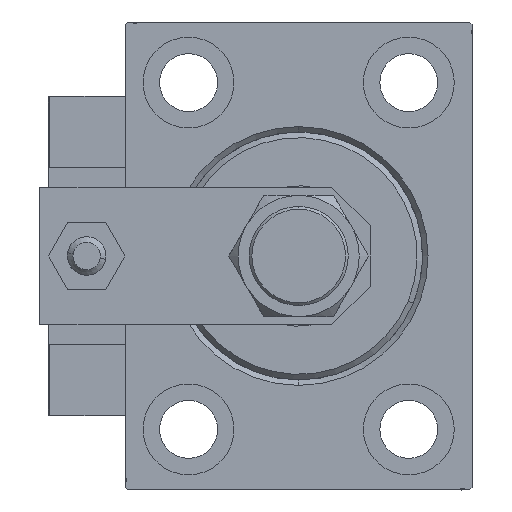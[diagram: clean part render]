
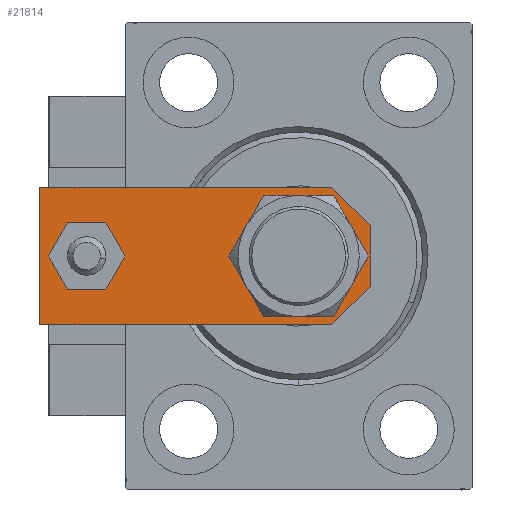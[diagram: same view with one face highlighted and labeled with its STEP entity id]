
A CAD part, left-side view. The second image highlights one B-rep face of the part: STEP entity #21814.
In plain terms, the highlighted face is planar.
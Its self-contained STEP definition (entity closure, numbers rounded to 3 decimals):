
#367 = LINE ( 'NONE', #13108, #38341 ) ;
#694 = CIRCLE ( 'NONE', #16559, 4. ) ;
#1093 = CARTESIAN_POINT ( 'NONE',  ( -12.5, 7., 6. ) ) ;
#1446 = VERTEX_POINT ( 'NONE', #3010 ) ;
#2273 = AXIS2_PLACEMENT_3D ( 'NONE', #26202, #33561, #33809 ) ;
#2368 = LINE ( 'NONE', #30379, #49153 ) ;
#3010 = CARTESIAN_POINT ( 'NONE',  ( -8.25, 13., 6. ) ) ;
#3665 = FACE_BOUND ( 'NONE', #24484, .T. ) ;
#4226 = DIRECTION ( 'NONE',  ( 1., 0., 0. ) ) ;
#4651 = ORIENTED_EDGE ( 'NONE', *, *, #8589, .F. ) ;
#5202 = DIRECTION ( 'NONE',  ( 0., -1., 0. ) ) ;
#5343 = EDGE_CURVE ( 'NONE', #24583, #49695, #5482, .T. ) ;
#5452 = LINE ( 'NONE', #25859, #14884 ) ;
#5482 = CIRCLE ( 'NONE', #15482, 4. ) ;
#6035 = DIRECTION ( 'NONE',  ( 0.707, 0.707, 0. ) ) ;
#6829 = FACE_OUTER_BOUND ( 'NONE', #51338, .T. ) ;
#7023 = ORIENTED_EDGE ( 'NONE', *, *, #21116, .F. ) ;
#7829 = DIRECTION ( 'NONE',  ( 0., 0., 1. ) ) ;
#8589 = EDGE_CURVE ( 'NONE', #32818, #1446, #12274, .T. ) ;
#10397 = LINE ( 'NONE', #41818, #41725 ) ;
#10399 = CARTESIAN_POINT ( 'NONE',  ( 5.5, 0., 6. ) ) ;
#11781 = ORIENTED_EDGE ( 'NONE', *, *, #14208, .T. ) ;
#12274 = CIRCLE ( 'NONE', #2273, 8.25 ) ;
#12541 = CARTESIAN_POINT ( 'NONE',  ( 0., 13., 6. ) ) ;
#13108 = CARTESIAN_POINT ( 'NONE',  ( 12.5, 60., 6. ) ) ;
#14097 = EDGE_CURVE ( 'NONE', #32555, #32290, #10397, .T. ) ;
#14208 = EDGE_CURVE ( 'NONE', #37079, #22807, #21911, .T. ) ;
#14427 = DIRECTION ( 'NONE',  ( 1., 0., 0. ) ) ;
#14834 = ORIENTED_EDGE ( 'NONE', *, *, #15385, .T. ) ;
#14884 = VECTOR ( 'NONE', #5202, 1000. ) ;
#14902 = EDGE_CURVE ( 'NONE', #49695, #24583, #694, .T. ) ;
#15122 = ORIENTED_EDGE ( 'NONE', *, *, #19982, .T. ) ;
#15385 = EDGE_CURVE ( 'NONE', #43528, #37079, #5452, .T. ) ;
#15482 = AXIS2_PLACEMENT_3D ( 'NONE', #48483, #19954, #39863 ) ;
#15541 = ORIENTED_EDGE ( 'NONE', *, *, #38534, .T. ) ;
#15713 = ORIENTED_EDGE ( 'NONE', *, *, #14902, .F. ) ;
#16335 = CARTESIAN_POINT ( 'NONE',  ( 12.5, 60., 6. ) ) ;
#16506 = DIRECTION ( 'NONE',  ( 0., 0., 1. ) ) ;
#16559 = AXIS2_PLACEMENT_3D ( 'NONE', #46982, #16506, #4226 ) ;
#17227 = CARTESIAN_POINT ( 'NONE',  ( 4., 51.5, 6. ) ) ;
#17437 = ORIENTED_EDGE ( 'NONE', *, *, #5343, .F. ) ;
#17650 = AXIS2_PLACEMENT_3D ( 'NONE', #46866, #38770, #14427 ) ;
#17761 = ORIENTED_EDGE ( 'NONE', *, *, #14097, .T. ) ;
#19954 = DIRECTION ( 'NONE',  ( 0., 0., 1. ) ) ;
#19982 = EDGE_CURVE ( 'NONE', #22807, #23704, #24178, .T. ) ;
#20987 = CARTESIAN_POINT ( 'NONE',  ( -4., 51.5, 6. ) ) ;
#21116 = EDGE_CURVE ( 'NONE', #1446, #32818, #28488, .T. ) ;
#21814 = ADVANCED_FACE ( 'NONE', ( #26724, #6829, #3665 ), #50779, .T. ) ;
#21911 = LINE ( 'NONE', #45997, #27523 ) ;
#22807 = VERTEX_POINT ( 'NONE', #29045 ) ;
#23704 = VERTEX_POINT ( 'NONE', #10399 ) ;
#24178 = LINE ( 'NONE', #28123, #32645 ) ;
#24484 = EDGE_LOOP ( 'NONE', ( #7023, #4651 ) ) ;
#24583 = VERTEX_POINT ( 'NONE', #17227 ) ;
#25859 = CARTESIAN_POINT ( 'NONE',  ( -12.5, 60., 6. ) ) ;
#26202 = CARTESIAN_POINT ( 'NONE',  ( 0., 13., 6. ) ) ;
#26362 = DIRECTION ( 'NONE',  ( 0.707, -0.707, 0. ) ) ;
#26724 = FACE_BOUND ( 'NONE', #41998, .T. ) ;
#27523 = VECTOR ( 'NONE', #26362, 1000. ) ;
#28123 = CARTESIAN_POINT ( 'NONE',  ( -12.5, 0., 6. ) ) ;
#28488 = CIRCLE ( 'NONE', #42706, 8.25 ) ;
#29045 = CARTESIAN_POINT ( 'NONE',  ( -5.5, 0., 6. ) ) ;
#30379 = CARTESIAN_POINT ( 'NONE',  ( 2.75, -2.75, 6. ) ) ;
#32245 = CARTESIAN_POINT ( 'NONE',  ( 12.5, 7., 6. ) ) ;
#32290 = VERTEX_POINT ( 'NONE', #16335 ) ;
#32555 = VERTEX_POINT ( 'NONE', #32245 ) ;
#32563 = DIRECTION ( 'NONE',  ( 1., 0., 0. ) ) ;
#32645 = VECTOR ( 'NONE', #32563, 1000. ) ;
#32818 = VERTEX_POINT ( 'NONE', #34581 ) ;
#33561 = DIRECTION ( 'NONE',  ( 0., 0., 1. ) ) ;
#33809 = DIRECTION ( 'NONE',  ( 1., 0., 0. ) ) ;
#33913 = ORIENTED_EDGE ( 'NONE', *, *, #38700, .T. ) ;
#34581 = CARTESIAN_POINT ( 'NONE',  ( 8.25, 13., 6. ) ) ;
#35594 = DIRECTION ( 'NONE',  ( 1., 0., 0. ) ) ;
#37079 = VERTEX_POINT ( 'NONE', #1093 ) ;
#38157 = DIRECTION ( 'NONE',  ( 0., 1., 0. ) ) ;
#38341 = VECTOR ( 'NONE', #47746, 1000. ) ;
#38534 = EDGE_CURVE ( 'NONE', #32290, #43528, #367, .T. ) ;
#38700 = EDGE_CURVE ( 'NONE', #23704, #32555, #2368, .T. ) ;
#38770 = DIRECTION ( 'NONE',  ( 0., 0., 1. ) ) ;
#39863 = DIRECTION ( 'NONE',  ( 1., 0., 0. ) ) ;
#41725 = VECTOR ( 'NONE', #38157, 1000. ) ;
#41818 = CARTESIAN_POINT ( 'NONE',  ( 12.5, 0., 6. ) ) ;
#41998 = EDGE_LOOP ( 'NONE', ( #15713, #17437 ) ) ;
#42706 = AXIS2_PLACEMENT_3D ( 'NONE', #12541, #7829, #35594 ) ;
#43528 = VERTEX_POINT ( 'NONE', #45539 ) ;
#45539 = CARTESIAN_POINT ( 'NONE',  ( -12.5, 60., 6. ) ) ;
#45997 = CARTESIAN_POINT ( 'NONE',  ( -2.75, -2.75, 6. ) ) ;
#46866 = CARTESIAN_POINT ( 'NONE',  ( 0., 0., 6. ) ) ;
#46982 = CARTESIAN_POINT ( 'NONE',  ( 0., 51.5, 6. ) ) ;
#47746 = DIRECTION ( 'NONE',  ( -1., 0., 0. ) ) ;
#48483 = CARTESIAN_POINT ( 'NONE',  ( 0., 51.5, 6. ) ) ;
#49153 = VECTOR ( 'NONE', #6035, 1000. ) ;
#49695 = VERTEX_POINT ( 'NONE', #20987 ) ;
#50779 = PLANE ( 'NONE',  #17650 ) ;
#51338 = EDGE_LOOP ( 'NONE', ( #14834, #11781, #15122, #33913, #17761, #15541 ) ) ;
